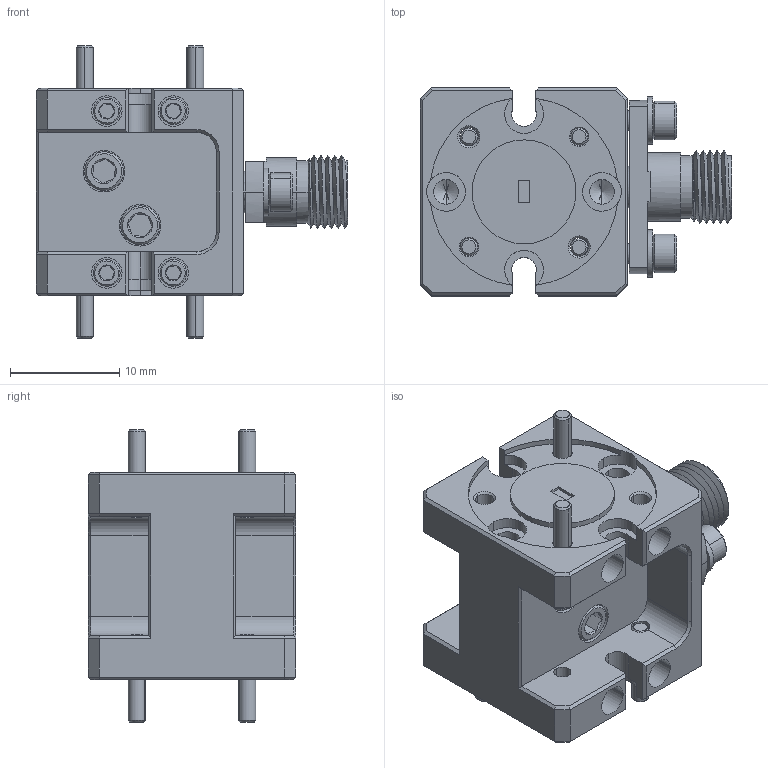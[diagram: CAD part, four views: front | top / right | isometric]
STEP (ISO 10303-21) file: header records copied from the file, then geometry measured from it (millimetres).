
FILE_DESCRIPTION (( 'STEP AP214' ), '1' );
FILE_NAME ('FB-NF-A-2, Defeatured.STEP', '2024-10-12T00:22:50', ( '' ), ( '' ), 'SwSTEP 2.0', 'SolidWorks 2021', '' );
FILE_SCHEMA (( 'AUTOMOTIVE_DESIGN' ));
Length unit declared in the file: inch
Products named in the file (1): FB-NF-A-2, Defeatured
Bounding box: 28.57 x 19.05 x 26.8 mm (x, y, z)
Volume: 4807.8 mm3; surface area: 3983 mm2
Topology: 5 solids, 6 shells, 504 faces, 1166 edges, 692 vertices
Faces by surface type: plane 224, cylinder 141, cone 136, bspline 3
Entity records: 22392 total; most frequent: CARTESIAN_POINT 4332, DIRECTION 2493, ORIENTED_EDGE 2316, EDGE_CURVE 1158, AXIS2_PLACEMENT_3D 930, VERTEX_POINT 692, VECTOR 633, LINE 633
